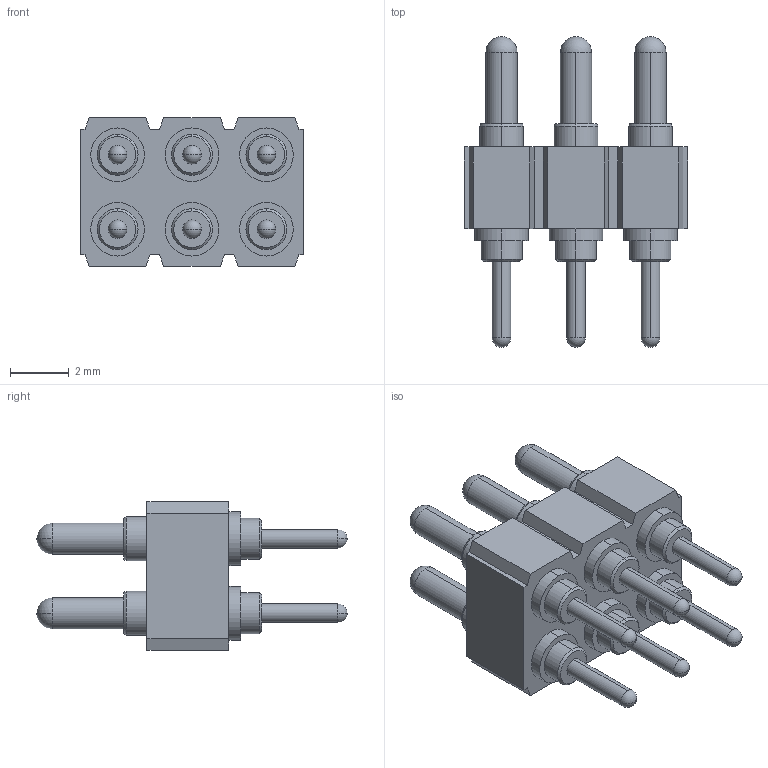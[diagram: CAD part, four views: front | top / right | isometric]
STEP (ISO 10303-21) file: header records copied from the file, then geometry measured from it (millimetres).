
FILE_DESCRIPTION (( 'STEP AP214' ), '1' );
FILE_NAME ('mill-max-827-22-006-10-001101.STEP', '2019-04-30T16:44:17', ( '' ), ( '' ), 'SwSTEP 2.0', 'SolidWorks 2019', '' );
FILE_SCHEMA (( 'AUTOMOTIVE_DESIGN' ));
Length unit declared in the file: inch
Products named in the file (3): mill-max-827-22-006-10-001101_0914_default; mill-max-827-22-006-10-001101; mill-max-827-22-006-10-001101_P4XX-28-010-00-090000_P406-28-010-00-090000
Assembly tree (7 placements, depth 2):
  mill-max-827-22-006-10-001101
    mill-max-827-22-006-10-001101_P4XX-28-010-00-090000_P406-28-010-00-090000
    mill-max-827-22-006-10-001101_0914_default  x6
Bounding box: 7.62 x 10.59 x 5.08 mm (x, y, z)
Volume: 142.9 mm3; surface area: 463.4 mm2
Topology: 7 solids, 7 shells, 204 faces, 480 edges, 296 vertices
Faces by surface type: cylinder 84, plane 60, cone 36, sphere 24
Entity records: 2288 total; most frequent: DIRECTION 396, CARTESIAN_POINT 371, ORIENTED_EDGE 352, EDGE_CURVE 176, AXIS2_PLACEMENT_3D 141, VERTEX_POINT 116, VECTOR 114, LINE 114
